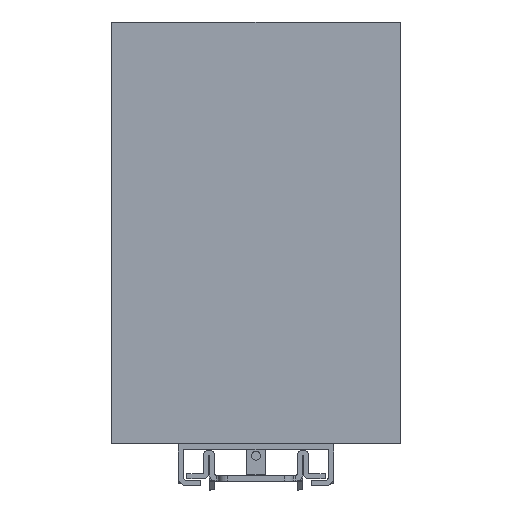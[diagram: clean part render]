
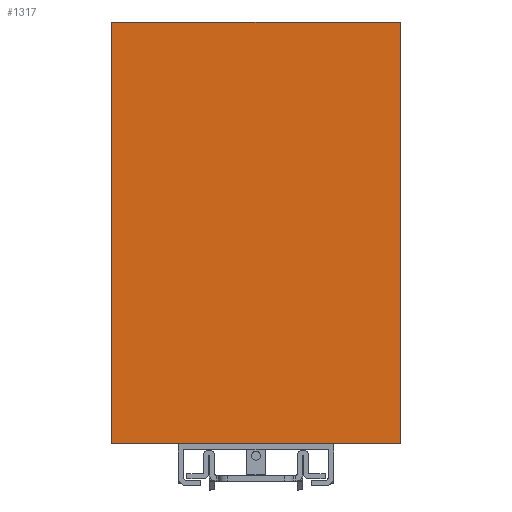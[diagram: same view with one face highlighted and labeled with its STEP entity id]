
A CAD part, front view. The second image highlights one B-rep face of the part: STEP entity #1317.
In plain terms, the highlighted planar face has unit normal (0, -1, 0).
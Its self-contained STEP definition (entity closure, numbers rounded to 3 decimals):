
#1297=AXIS2_PLACEMENT_3D('Plane Axis2P3D',#1294,#1295,#1296) ;
#386=CARTESIAN_POINT('Vertex',(0.,4.,105.4)) ;
#391=CARTESIAN_POINT('Line Origine',(32.5,4.,105.4)) ;
#395=CARTESIAN_POINT('Vertex',(65.,4.,105.4)) ;
#1278=CARTESIAN_POINT('Vertex',(0.,4.,10.4)) ;
#1281=CARTESIAN_POINT('Line Origine',(0.,4.,57.9)) ;
#1294=CARTESIAN_POINT('Axis2P3D Location',(65.,4.,10.4)) ;
#1299=CARTESIAN_POINT('Line Origine',(32.5,4.,10.4)) ;
#1303=CARTESIAN_POINT('Vertex',(65.,4.,10.4)) ;
#1306=CARTESIAN_POINT('Line Origine',(65.,4.,57.9)) ;
#392=DIRECTION('Vector Direction',(-1.,0.,0.)) ;
#1282=DIRECTION('Vector Direction',(0.,0.,1.)) ;
#1295=DIRECTION('Axis2P3D Direction',(0.,1.,0.)) ;
#1296=DIRECTION('Axis2P3D XDirection',(-1.,0.,0.)) ;
#1300=DIRECTION('Vector Direction',(-1.,0.,0.)) ;
#1307=DIRECTION('Vector Direction',(0.,0.,1.)) ;
#393=VECTOR('Line Direction',#392,1.) ;
#1283=VECTOR('Line Direction',#1282,1.) ;
#1301=VECTOR('Line Direction',#1300,1.) ;
#1308=VECTOR('Line Direction',#1307,1.) ;
#1312=ORIENTED_EDGE('',*,*,#397,.T.) ;
#1313=ORIENTED_EDGE('',*,*,#1285,.F.) ;
#1314=ORIENTED_EDGE('',*,*,#1305,.F.) ;
#1315=ORIENTED_EDGE('',*,*,#1310,.T.) ;
#1317=ADVANCED_FACE('SWITCH',(#1316),#1298,.F.) ;
#397=EDGE_CURVE('',#396,#387,#394,.T.) ;
#1285=EDGE_CURVE('',#1279,#387,#1284,.T.) ;
#1305=EDGE_CURVE('',#1304,#1279,#1302,.T.) ;
#1310=EDGE_CURVE('',#1304,#396,#1309,.T.) ;
#1311=EDGE_LOOP('',(#1312,#1313,#1314,#1315)) ;
#1316=FACE_OUTER_BOUND('',#1311,.T.) ;
#394=LINE('Line',#391,#393) ;
#1284=LINE('Line',#1281,#1283) ;
#1302=LINE('Line',#1299,#1301) ;
#1309=LINE('Line',#1306,#1308) ;
#1298=PLANE('',#1297) ;
#387=VERTEX_POINT('',#386) ;
#396=VERTEX_POINT('',#395) ;
#1279=VERTEX_POINT('',#1278) ;
#1304=VERTEX_POINT('',#1303) ;
